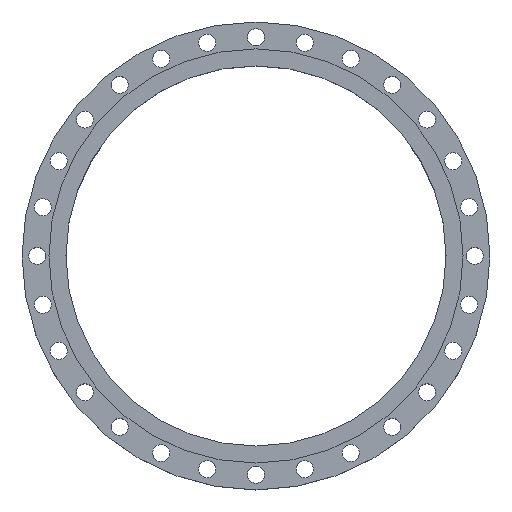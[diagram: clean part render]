
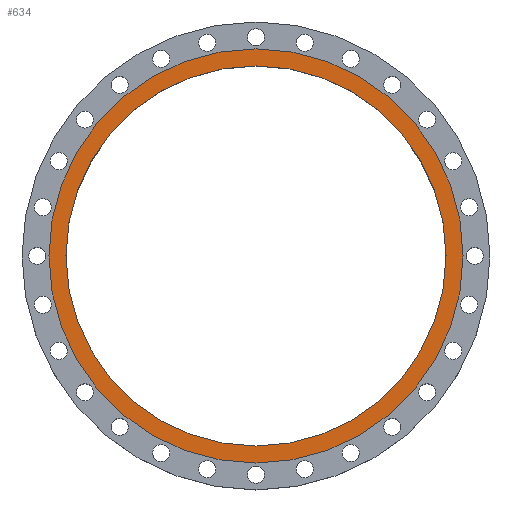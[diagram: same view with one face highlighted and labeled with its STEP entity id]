
A CAD part, top view. The second image highlights one B-rep face of the part: STEP entity #634.
In plain terms, the highlighted planar face has unit normal (0, 0, 1).
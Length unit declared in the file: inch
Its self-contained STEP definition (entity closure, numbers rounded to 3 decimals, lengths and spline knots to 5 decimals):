
#48 = ORIENTED_EDGE ( 'NONE', *, *, #1579, .T. ) ;
#73 = CARTESIAN_POINT ( 'NONE',  ( 0., 0., 0. ) ) ;
#180 = VERTEX_POINT ( 'NONE', #1388 ) ;
#383 = EDGE_LOOP ( 'NONE', ( #48, #1657 ) ) ;
#618 = DIRECTION ( 'NONE',  ( -1., 0., 0. ) ) ;
#634 = ADVANCED_FACE ( 'NONE', ( #2398, #1946 ), #782, .F. ) ;
#671 = AXIS2_PLACEMENT_3D ( 'NONE', #1210, #1796, #1819 ) ;
#765 = DIRECTION ( 'NONE',  ( 0., 0., -1. ) ) ;
#782 = PLANE ( 'NONE',  #819 ) ;
#805 = CARTESIAN_POINT ( 'NONE',  ( 0., 26.5, 0. ) ) ;
#819 = AXIS2_PLACEMENT_3D ( 'NONE', #805, #765, #618 ) ;
#826 = VERTEX_POINT ( 'NONE', #2463 ) ;
#909 = DIRECTION ( 'NONE',  ( 1., 0., 0. ) ) ;
#1055 = CIRCLE ( 'NONE', #1390, 28.875 ) ;
#1067 = ORIENTED_EDGE ( 'NONE', *, *, #1543, .F. ) ;
#1144 = AXIS2_PLACEMENT_3D ( 'NONE', #2432, #2392, #1766 ) ;
#1210 = CARTESIAN_POINT ( 'NONE',  ( 0., 0., 0. ) ) ;
#1247 = DIRECTION ( 'NONE',  ( 0., 0., 1. ) ) ;
#1248 = CIRCLE ( 'NONE', #671, 26.5 ) ;
#1305 = AXIS2_PLACEMENT_3D ( 'NONE', #73, #1247, #2046 ) ;
#1312 = DIRECTION ( 'NONE',  ( 0., 0., 1. ) ) ;
#1388 = CARTESIAN_POINT ( 'NONE',  ( -28.875, 0., 0. ) ) ;
#1390 = AXIS2_PLACEMENT_3D ( 'NONE', #2494, #1312, #909 ) ;
#1483 = CARTESIAN_POINT ( 'NONE',  ( 26.5, 0., 0. ) ) ;
#1543 = EDGE_CURVE ( 'NONE', #1876, #2407, #1768, .T. ) ;
#1579 = EDGE_CURVE ( 'NONE', #826, #180, #1055, .T. ) ;
#1657 = ORIENTED_EDGE ( 'NONE', *, *, #1660, .T. ) ;
#1660 = EDGE_CURVE ( 'NONE', #180, #826, #1977, .T. ) ;
#1667 = EDGE_CURVE ( 'NONE', #2407, #1876, #1248, .T. ) ;
#1757 = ORIENTED_EDGE ( 'NONE', *, *, #1667, .F. ) ;
#1766 = DIRECTION ( 'NONE',  ( 1., 0., 0. ) ) ;
#1768 = CIRCLE ( 'NONE', #1305, 26.5 ) ;
#1781 = CARTESIAN_POINT ( 'NONE',  ( -26.5, 0., 0. ) ) ;
#1796 = DIRECTION ( 'NONE',  ( 0., 0., 1. ) ) ;
#1819 = DIRECTION ( 'NONE',  ( 1., 0., 0. ) ) ;
#1876 = VERTEX_POINT ( 'NONE', #1483 ) ;
#1946 = FACE_OUTER_BOUND ( 'NONE', #383, .T. ) ;
#1977 = CIRCLE ( 'NONE', #1144, 28.875 ) ;
#2046 = DIRECTION ( 'NONE',  ( 1., 0., 0. ) ) ;
#2160 = EDGE_LOOP ( 'NONE', ( #1067, #1757 ) ) ;
#2392 = DIRECTION ( 'NONE',  ( 0., 0., 1. ) ) ;
#2398 = FACE_BOUND ( 'NONE', #2160, .T. ) ;
#2407 = VERTEX_POINT ( 'NONE', #1781 ) ;
#2432 = CARTESIAN_POINT ( 'NONE',  ( 0., 0., 0. ) ) ;
#2463 = CARTESIAN_POINT ( 'NONE',  ( 28.875, 0., 0. ) ) ;
#2494 = CARTESIAN_POINT ( 'NONE',  ( 0., 0., 0. ) ) ;
